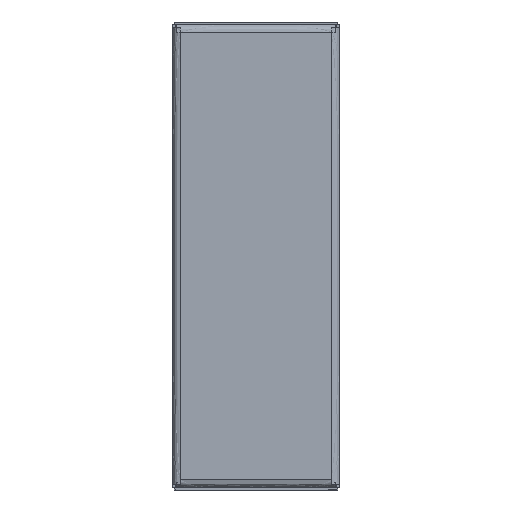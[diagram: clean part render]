
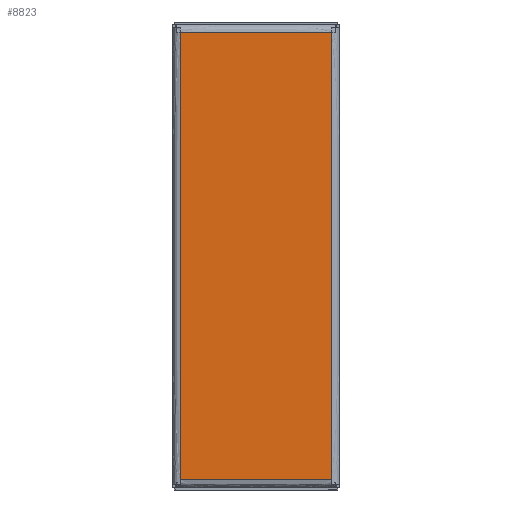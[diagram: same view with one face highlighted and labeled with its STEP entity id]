
A CAD part, front view. The second image highlights one B-rep face of the part: STEP entity #8823.
In plain terms, the highlighted free-form (B-spline) face has degree [1, 1] with [2, 2] control points.
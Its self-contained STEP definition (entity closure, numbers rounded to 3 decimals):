
#6537=CARTESIAN_POINT('V221',(471.594,
   5449.315,330.039));
#6538=VERTEX_POINT('V221',#6537);
#6544=CARTESIAN_POINT('V226',(562.394,
   5449.315,330.039));
#6545=VERTEX_POINT('V226',#6544);
#6546=CARTESIAN_POINT('E257',(471.594,
   5449.315,330.039));
#6547=CARTESIAN_POINT('E257',(562.394,
   5449.315,330.039));
#6548=QUASI_UNIFORM_CURVE('E257',1,(#6546,#6547),.POLYLINE_FORM.,.F.,
   .U.);
#6549=EDGE_CURVE('E257',#6538,#6545,#6548,.T.);
#8746=CARTESIAN_POINT('V227',(562.394,
   5449.315,598.339));
#8747=VERTEX_POINT('V227',#8746);
#8788=CARTESIAN_POINT('E251',(562.394,
   5449.315,330.039));
#8789=CARTESIAN_POINT('E251',(562.394,
   5449.315,598.339));
#8790=QUASI_UNIFORM_CURVE('E251',1,(#8788,#8789),.POLYLINE_FORM.,.F.,
   .U.);
#8791=EDGE_CURVE('E251',#6545,#8747,#8790,.T.);
#8802=CARTESIAN_POINT('F45',(562.394,
   5449.315,330.039));
#8803=CARTESIAN_POINT('F45',(471.594,
   5449.315,330.039));
#8804=CARTESIAN_POINT('F45',(562.394,
   5449.315,598.339));
#8805=CARTESIAN_POINT('F45',(471.594,
   5449.315,598.339));
#8806=B_SPLINE_SURFACE_WITH_KNOTS('F45',1,1,((#8802,#8804),(#8803,
   #8805)),.PLANE_SURF.,.F.,.F.,.U.,(2,2),(2,2),(
   0.,1.),(0.,
   2.953),.UNSPECIFIED.);
#8807=CARTESIAN_POINT('V220',(471.594,
   5449.315,598.339));
#8808=VERTEX_POINT('V220',#8807);
#8809=CARTESIAN_POINT('E265',(562.394,
   5449.315,598.339));
#8810=CARTESIAN_POINT('E265',(471.594,
   5449.315,598.339));
#8811=QUASI_UNIFORM_CURVE('E265',1,(#8809,#8810),.POLYLINE_FORM.,.F.,
   .U.);
#8812=EDGE_CURVE('E265',#8747,#8808,#8811,.T.);
#8813=ORIENTED_EDGE('E265',*,*,#8812,.F.);
#8814=ORIENTED_EDGE('E251',*,*,#8791,.F.);
#8815=ORIENTED_EDGE('E257',*,*,#6549,.F.);
#8816=CARTESIAN_POINT('E245',(471.594,
   5449.315,598.339));
#8817=CARTESIAN_POINT('E245',(471.594,
   5449.315,330.039));
#8818=QUASI_UNIFORM_CURVE('E245',1,(#8816,#8817),.POLYLINE_FORM.,.F.,
   .U.);
#8819=EDGE_CURVE('E245',#8808,#6538,#8818,.T.);
#8820=ORIENTED_EDGE('E245',*,*,#8819,.F.);
#8821=EDGE_LOOP('F45',(#8813,#8814,#8815,#8820));
#8822=FACE_OUTER_BOUND('F45',#8821,.T.);
#8823=ADVANCED_FACE('F45',(#8822),#8806,.T.);
